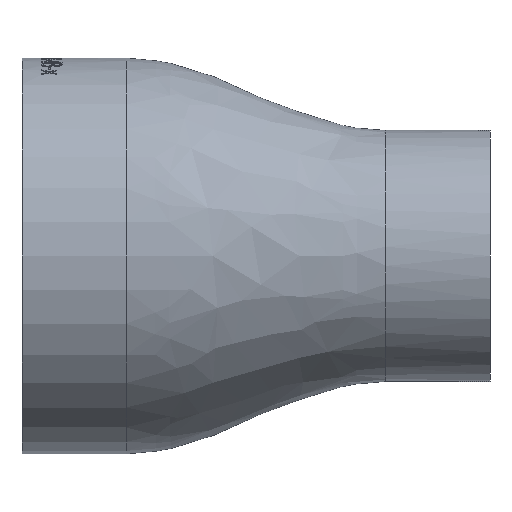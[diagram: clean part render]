
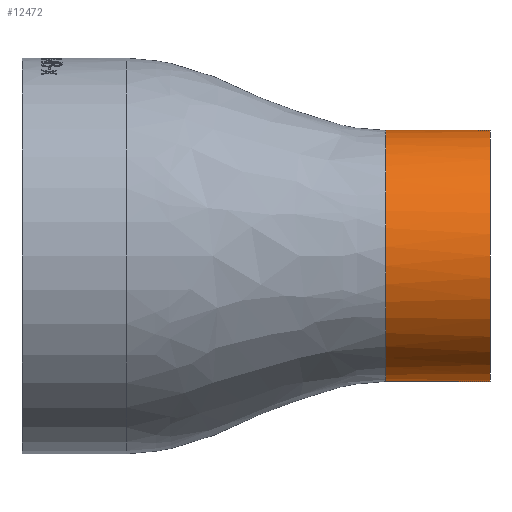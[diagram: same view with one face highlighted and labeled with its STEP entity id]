
A CAD part, front view. The second image highlights one B-rep face of the part: STEP entity #12472.
In plain terms, the highlighted cylindrical face has radius 24.15 mm (diameter 48.3 mm), a full revolution.
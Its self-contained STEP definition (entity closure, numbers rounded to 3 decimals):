
#751 = CARTESIAN_POINT ( 'NONE',  ( 70., 10.25, -0.666 ) ) ;
#1515 = ORIENTED_EDGE ( 'NONE', *, *, #4027, .F. ) ;
#1539 = DIRECTION ( 'NONE',  ( 0., 0., 1. ) ) ;
#2307 = CARTESIAN_POINT ( 'NONE',  ( 70., -38.05, -13.329 ) ) ;
#2338 = EDGE_LOOP ( 'NONE', ( #1515 ) ) ;
#2848 = CARTESIAN_POINT ( 'NONE',  ( 64.827, -13.9, 0. ) ) ;
#3459 = CARTESIAN_POINT ( 'NONE',  ( 70., 9.572, -5.81 ) ) ;
#3870 = ORIENTED_EDGE ( 'NONE', *, *, #11730, .T. ) ;
#4027 = EDGE_CURVE ( 'NONE', #14325, #14325, #4094, .T. ) ;
#4083 = DIRECTION ( 'NONE',  ( 0., 0., 1. ) ) ;
#4094 = B_SPLINE_CURVE_WITH_KNOTS ( 'NONE', 3,
 ( #6320, #751, #4760, #10273, #3459, #10188, #15504, #14190, #2307, #7455, #5022, #9935, #12700, #15590, #7620, #16534, #8662, #4846 ),
 .UNSPECIFIED., .T., .F.,
 ( 4, 1, 1, 1, 1, 2, 2, 2, 1, 1, 1, 1, 4 ),
 ( 0., 0.012, 0.025, 0.038, 0.05, 0.25, 0.5, 0.75, 0.95, 0.963, 0.975, 0.988, 1. ),
 .UNSPECIFIED. ) ;
#4760 = CARTESIAN_POINT ( 'NONE',  ( 70., 10.196, -1.987 ) ) ;
#4846 = CARTESIAN_POINT ( 'NONE',  ( 70., 10.25, 0. ) ) ;
#5022 = CARTESIAN_POINT ( 'NONE',  ( 70., -27.229, 24.15 ) ) ;
#5809 = FACE_OUTER_BOUND ( 'NONE', #2338, .T. ) ;
#6027 = EDGE_LOOP ( 'NONE', ( #3870 ) ) ;
#6281 = CARTESIAN_POINT ( 'NONE',  ( 70., 10.25, 0. ) ) ;
#6320 = CARTESIAN_POINT ( 'NONE',  ( 70., 10.25, 0. ) ) ;
#7455 = CARTESIAN_POINT ( 'NONE',  ( 70., -38.05, 13.329 ) ) ;
#7620 = CARTESIAN_POINT ( 'NONE',  ( 70., 9.959, 3.923 ) ) ;
#7831 = VERTEX_POINT ( 'NONE', #16920 ) ;
#8662 = CARTESIAN_POINT ( 'NONE',  ( 70., 10.25, 0.666 ) ) ;
#9518 = FACE_OUTER_BOUND ( 'NONE', #6027, .T. ) ;
#9766 = AXIS2_PLACEMENT_3D ( 'NONE', #2848, #13409, #1539 ) ;
#9935 = CARTESIAN_POINT ( 'NONE',  ( 70., -3.237, 24.15 ) ) ;
#10146 = AXIS2_PLACEMENT_3D ( 'NONE', #12008, #10635, #4083 ) ;
#10188 = CARTESIAN_POINT ( 'NONE',  ( 70., 6.387, -16.792 ) ) ;
#10273 = CARTESIAN_POINT ( 'NONE',  ( 70., 9.959, -3.923 ) ) ;
#10635 = DIRECTION ( 'NONE',  ( -1., 0., 0. ) ) ;
#11730 = EDGE_CURVE ( 'NONE', #7831, #7831, #15425, .T. ) ;
#12008 = CARTESIAN_POINT ( 'NONE',  ( 90., -13.9, 0. ) ) ;
#12472 = ADVANCED_FACE ( 'NONE', ( #9518, #5809 ), #13495, .T. ) ;
#12700 = CARTESIAN_POINT ( 'NONE',  ( 70., 6.387, 16.792 ) ) ;
#13409 = DIRECTION ( 'NONE',  ( -1., 0., 0. ) ) ;
#13495 = CYLINDRICAL_SURFACE ( 'NONE', #9766, 24.15 ) ;
#14190 = CARTESIAN_POINT ( 'NONE',  ( 70., -27.229, -24.15 ) ) ;
#14325 = VERTEX_POINT ( 'NONE', #6281 ) ;
#15425 = CIRCLE ( 'NONE', #10146, 24.15 ) ;
#15504 = CARTESIAN_POINT ( 'NONE',  ( 70., -3.237, -24.15 ) ) ;
#15590 = CARTESIAN_POINT ( 'NONE',  ( 70., 9.572, 5.81 ) ) ;
#16534 = CARTESIAN_POINT ( 'NONE',  ( 70., 10.196, 1.987 ) ) ;
#16920 = CARTESIAN_POINT ( 'NONE',  ( 90., -13.9, 24.15 ) ) ;
